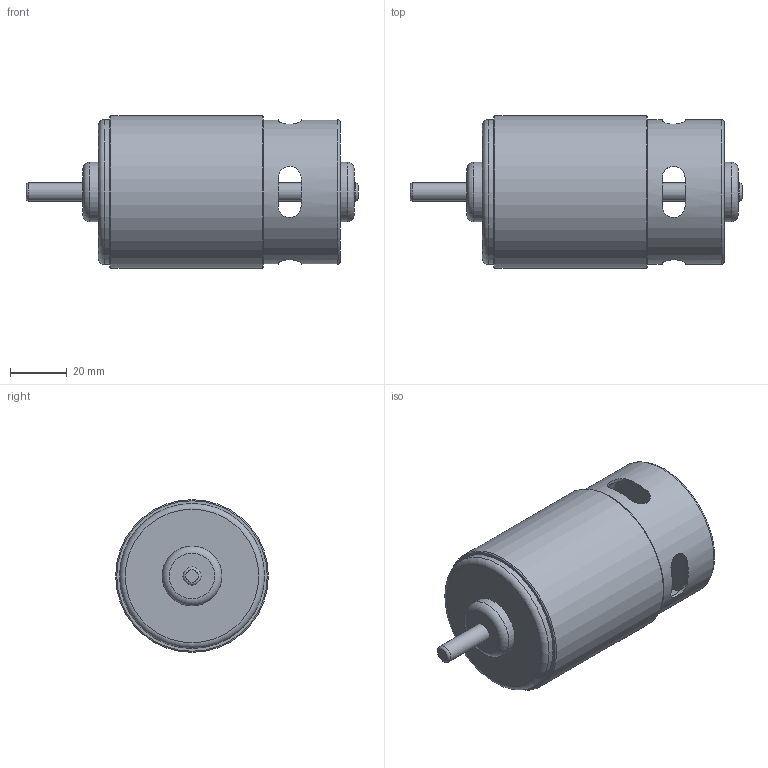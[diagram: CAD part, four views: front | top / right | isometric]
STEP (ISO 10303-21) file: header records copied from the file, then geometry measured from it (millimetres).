
FILE_DESCRIPTION(('FreeCAD Model'),'2;1');
FILE_NAME('Open CASCADE Shape Model','2024-07-27T12:39:46',(''),(''), 'Open CASCADE STEP processor 7.7','FreeCAD','Unknown');
FILE_SCHEMA(('AUTOMOTIVE_DESIGN { 1 0 10303 214 1 1 1 1 }'));
Length unit declared in the file: millimetre
Products named in the file (3): _97_DC_motor1; Body; Axis
Assembly tree (2 placements, depth 2):
  _97_DC_motor1
    Body
    Axis
Bounding box: 116.8 x 53.7 x 53.7 mm (x, y, z)
Volume: 35158.8 mm3; surface area: 37055.8 mm2
Topology: 2 solids, 2 shells, 43 faces, 97 edges, 62 vertices
Faces by surface type: plane 18, cylinder 17, torus 8
Full cylindrical faces by diameter (mm): 6.35 x1, 6.4 x2, 21 x2, 49 x1, 51 x2, 53.7 x1
Entity records: 4278 total; most frequent: CARTESIAN_POINT 2235, DIRECTION 379, ORIENTED_EDGE 194, PCURVE 194, DEFINITIONAL_REPRESENTATION 194, LINE 151, VECTOR 151, AXIS2_PLACEMENT_3D 100
